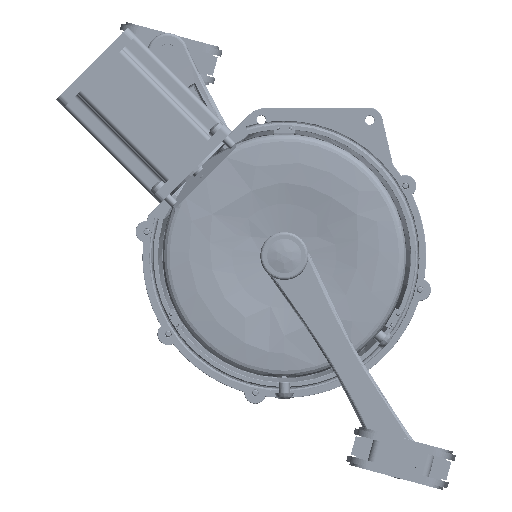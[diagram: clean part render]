
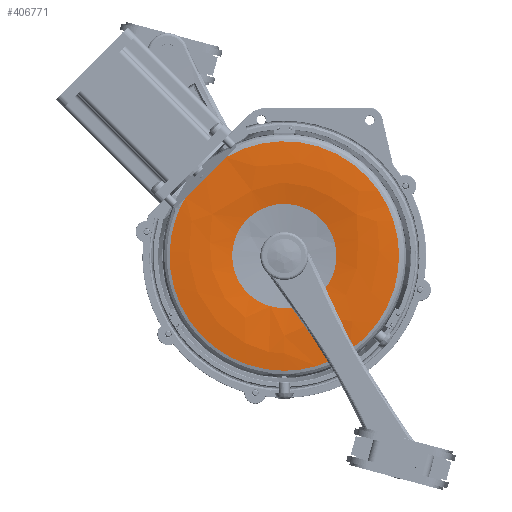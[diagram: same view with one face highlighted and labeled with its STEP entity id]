
A CAD part, left-side view. The second image highlights one B-rep face of the part: STEP entity #406771.
In plain terms, the highlighted free-form (B-spline) face has degree [2, 2] with [7, 3] control points.
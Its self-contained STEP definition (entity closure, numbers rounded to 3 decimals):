
#397811 = VERTEX_POINT('',#397812);
#397812 = CARTESIAN_POINT('',(-44.012,43.422,
    73.513));
#397820 = EDGE_CURVE('',#397811,#397821,#397823,.T.);
#397821 = VERTEX_POINT('',#397822);
#397822 = CARTESIAN_POINT('',(-44.012,0.,-85.379));
#397823 = ( BOUNDED_CURVE() B_SPLINE_CURVE(2,(#397824,#397825,#397826,
#397827,#397828),.UNSPECIFIED.,.F.,.F.) B_SPLINE_CURVE_WITH_KNOTS((3,2,3
    ),(2.608,4.446,6.283),
.PIECEWISE_BEZIER_KNOTS.) CURVE() GEOMETRIC_REPRESENTATION_ITEM() 
RATIONAL_B_SPLINE_CURVE((1.,0.607,1.,0.607,1.)) 
REPRESENTATION_ITEM('') );
#397824 = CARTESIAN_POINT('',(-44.012,43.422,
    73.513));
#397825 = CARTESIAN_POINT('',(-44.012,-52.875,
    130.394));
#397826 = CARTESIAN_POINT('',(-44.012,-82.359,
    22.507));
#397827 = CARTESIAN_POINT('',(-44.012,-111.843,
    -85.379));
#397828 = CARTESIAN_POINT('',(-44.012,0.,
    -85.379));
#397830 = EDGE_CURVE('',#397821,#397831,#397833,.T.);
#397831 = VERTEX_POINT('',#397832);
#397832 = CARTESIAN_POINT('',(-44.012,73.513,
    43.422));
#397833 = ( BOUNDED_CURVE() B_SPLINE_CURVE(2,(#397834,#397835,#397836),
.UNSPECIFIED.,.F.,.F.) B_SPLINE_CURVE_WITH_KNOTS((3,3),(6.283,
8.388),.PIECEWISE_BEZIER_KNOTS.) CURVE() 
GEOMETRIC_REPRESENTATION_ITEM() RATIONAL_B_SPLINE_CURVE((1.,
0.496,1.)) REPRESENTATION_ITEM('') );
#397834 = CARTESIAN_POINT('',(-44.012,0.,-85.379));
#397835 = CARTESIAN_POINT('',(-44.012,149.593,
    -85.379));
#397836 = CARTESIAN_POINT('',(-44.012,73.513,
    43.422));
#397956 = EDGE_CURVE('',#397831,#397811,#397957,.T.);
#397957 = B_SPLINE_CURVE_WITH_KNOTS('',3,(#397958,#397959,#397960,
    #397961,#397962),.UNSPECIFIED.,.F.,.F.,(4,1,4),(0.011,
    0.032,0.052),.UNSPECIFIED.);
#397958 = CARTESIAN_POINT('',(-44.012,73.513,
    43.422));
#397959 = CARTESIAN_POINT('',(-44.215,68.498,
    48.437));
#397960 = CARTESIAN_POINT('',(-44.383,58.467,
    58.467));
#397961 = CARTESIAN_POINT('',(-44.215,48.437,
    68.498));
#397962 = CARTESIAN_POINT('',(-44.012,43.422,
    73.513));
#406771 = ADVANCED_FACE('',(#406772),#406800,.T.);
#406772 = FACE_BOUND('',#406773,.T.);
#406773 = EDGE_LOOP('',(#406774,#406775,#406776,#406788,#406798,#406799)
  );
#406774 = ORIENTED_EDGE('',*,*,#397956,.F.);
#406775 = ORIENTED_EDGE('',*,*,#397830,.F.);
#406776 = ORIENTED_EDGE('',*,*,#406777,.F.);
#406777 = EDGE_CURVE('',#406778,#397821,#406780,.T.);
#406778 = VERTEX_POINT('',#406779);
#406779 = CARTESIAN_POINT('',(-42.691,0.,-38.802));
#406780 = ( BOUNDED_CURVE() B_SPLINE_CURVE(6,(#406781,#406782,#406783,
    #406784,#406785,#406786,#406787),.UNSPECIFIED.,.F.,.F.) 
B_SPLINE_CURVE_WITH_KNOTS((7,7),(4.541,4.827),
.PIECEWISE_BEZIER_KNOTS.) CURVE() GEOMETRIC_REPRESENTATION_ITEM() 
RATIONAL_B_SPLINE_CURVE((1.001,1.,1.,
    1.,1.,1.,1.001)) 
REPRESENTATION_ITEM('') );
#406781 = CARTESIAN_POINT('',(-42.691,0.,
    -38.802));
#406782 = CARTESIAN_POINT('',(-44.02,0.,
    -46.486));
#406783 = CARTESIAN_POINT('',(-44.908,0.,
    -54.239));
#406784 = CARTESIAN_POINT('',(-45.352,0.,
    -62.034));
#406785 = CARTESIAN_POINT('',(-45.351,0.,
    -69.841));
#406786 = CARTESIAN_POINT('',(-44.903,0.,
    -77.632));
#406787 = CARTESIAN_POINT('',(-44.012,0.,
    -85.379));
#406788 = ORIENTED_EDGE('',*,*,#406789,.T.);
#406789 = EDGE_CURVE('',#406778,#406778,#406790,.T.);
#406790 = ( BOUNDED_CURVE() B_SPLINE_CURVE(2,(#406791,#406792,#406793,
    #406794,#406795,#406796,#406797),.UNSPECIFIED.,.T.,.F.) 
B_SPLINE_CURVE_WITH_KNOTS((1,2,2,2,2,1),(-2.094,0.,
    2.094,4.189,6.283,8.378),
.UNSPECIFIED.) CURVE() GEOMETRIC_REPRESENTATION_ITEM() 
RATIONAL_B_SPLINE_CURVE((1.,0.5,1.,0.5,1.,0.5,1.)) REPRESENTATION_ITEM(
  '') );
#406791 = CARTESIAN_POINT('',(-42.691,0.,-38.802));
#406792 = CARTESIAN_POINT('',(-42.691,67.207,
    -38.802));
#406793 = CARTESIAN_POINT('',(-42.691,33.603,
    19.401));
#406794 = CARTESIAN_POINT('',(-42.691,0.,
    77.604));
#406795 = CARTESIAN_POINT('',(-42.691,-33.603,
    19.401));
#406796 = CARTESIAN_POINT('',(-42.691,-67.207,
    -38.802));
#406797 = CARTESIAN_POINT('',(-42.691,0.,-38.802));
#406798 = ORIENTED_EDGE('',*,*,#406777,.T.);
#406799 = ORIENTED_EDGE('',*,*,#397820,.F.);
#406800 = ( BOUNDED_SURFACE() B_SPLINE_SURFACE(2,2,(
    (#406801,#406802,#406803)
    ,(#406804,#406805,#406806)
    ,(#406807,#406808,#406809)
    ,(#406810,#406811,#406812)
    ,(#406813,#406814,#406815)
    ,(#406816,#406817,#406818)
    ,(#406819,#406820,#406821
)),.UNSPECIFIED.,.T.,.F.,.F.) B_SPLINE_SURFACE_WITH_KNOTS((1,2,2,2,2,1),
  (3,3),(-2.094,0.,2.094,4.189,6.283,
    8.378),(4.541,4.827),.UNSPECIFIED.) 
GEOMETRIC_REPRESENTATION_ITEM() RATIONAL_B_SPLINE_SURFACE((
    (1.,0.99,1.)
    ,(0.5,0.495,0.5)
    ,(1.,0.99,1.)
    ,(0.5,0.495,0.5)
    ,(1.,0.99,1.)
    ,(0.5,0.495,0.5)
,(1.,0.99,1.))) REPRESENTATION_ITEM('') SURFACE() );
#406801 = CARTESIAN_POINT('',(-42.691,0.,-38.802));
#406802 = CARTESIAN_POINT('',(-46.702,0.,-61.995));
#406803 = CARTESIAN_POINT('',(-44.012,0.,-85.379));
#406804 = CARTESIAN_POINT('',(-42.691,67.207,
    -38.802));
#406805 = CARTESIAN_POINT('',(-46.702,107.379,
    -61.995));
#406806 = CARTESIAN_POINT('',(-44.012,147.881,
    -85.379));
#406807 = CARTESIAN_POINT('',(-42.691,33.603,
    19.401));
#406808 = CARTESIAN_POINT('',(-46.702,53.69,
    30.998));
#406809 = CARTESIAN_POINT('',(-44.012,73.941,
    42.69));
#406810 = CARTESIAN_POINT('',(-42.691,0.,
    77.604));
#406811 = CARTESIAN_POINT('',(-46.702,0.,
    123.991));
#406812 = CARTESIAN_POINT('',(-44.012,0.,
    170.758));
#406813 = CARTESIAN_POINT('',(-42.691,-33.603,
    19.401));
#406814 = CARTESIAN_POINT('',(-46.702,-53.69,
    30.998));
#406815 = CARTESIAN_POINT('',(-44.012,-73.941,
    42.69));
#406816 = CARTESIAN_POINT('',(-42.691,-67.207,
    -38.802));
#406817 = CARTESIAN_POINT('',(-46.702,-107.379,
    -61.995));
#406818 = CARTESIAN_POINT('',(-44.012,-147.881,
    -85.379));
#406819 = CARTESIAN_POINT('',(-42.691,0.,-38.802));
#406820 = CARTESIAN_POINT('',(-46.702,0.,-61.995));
#406821 = CARTESIAN_POINT('',(-44.012,0.,-85.379));
